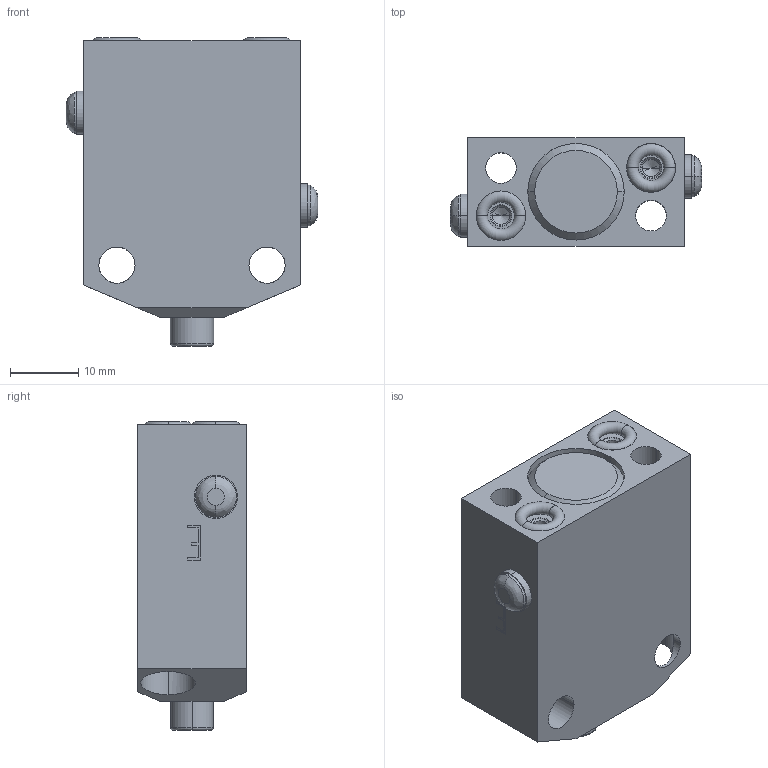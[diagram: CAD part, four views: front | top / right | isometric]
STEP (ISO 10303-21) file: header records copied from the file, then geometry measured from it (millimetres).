
FILE_DESCRIPTION((''),'2;1');
FILE_NAME('ILCMV45048501','2018-07-06T',('maj'),(''),'PRO/ENGINEER BY PARAMETRIC TECHNOLOGY CORPORATION, 2013320','PRO/ENGINEER BY PARAMETRIC TECHNOLOGY CORPORATION, 2013320','');
FILE_SCHEMA(('AUTOMOTIVE_DESIGN { 1 0 10303 214 1 1 1 1 }'));
Length unit declared in the file: inch
Products named in the file (1): ILCMV45048501
Bounding box: 36.83 x 15.9 x 45.21 mm (x, y, z)
Volume: 17299.2 mm3; surface area: 6975 mm2
Topology: 1 solids, 3 shells, 134 faces, 324 edges, 202 vertices
Faces by surface type: cylinder 54, plane 50, cone 20, torus 6, bspline 4
Entity records: 4495 total; most frequent: CARTESIAN_POINT 1219, DIRECTION 652, ORIENTED_EDGE 624, EDGE_CURVE 316, AXIS2_PLACEMENT_3D 243, VERTEX_POINT 202, VECTOR 166, LINE 166
